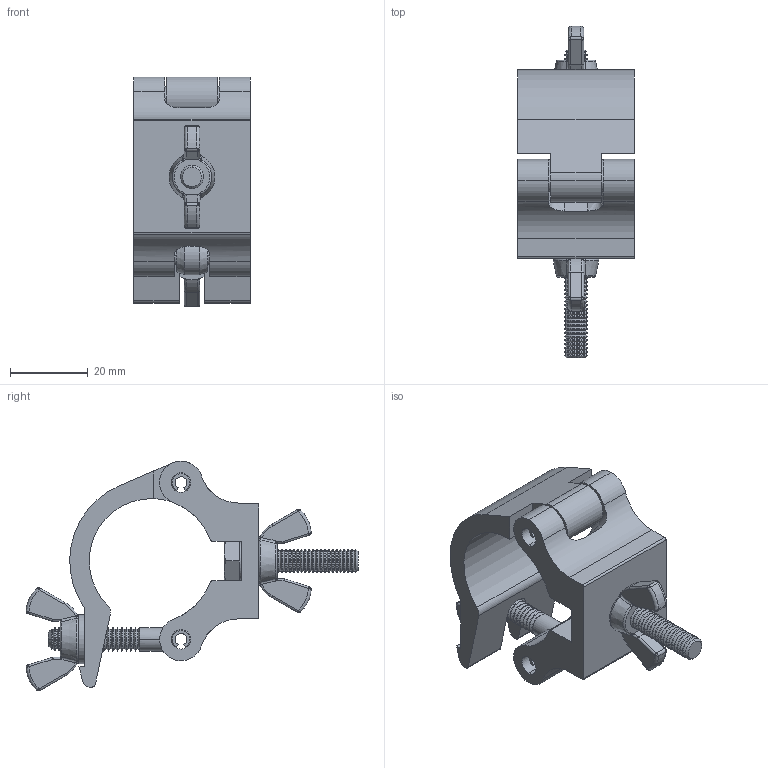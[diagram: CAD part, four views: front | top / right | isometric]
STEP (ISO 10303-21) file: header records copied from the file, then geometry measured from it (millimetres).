
FILE_DESCRIPTION (( 'STEP AP203' ), '1' );
FILE_NAME ('T58830 & T5883001.STEP', '2018-08-13T10:45:42', ( '' ), ( '' ), 'SwSTEP 2.0', 'SolidWorks 2016', '' );
FILE_SCHEMA (( 'CONFIG_CONTROL_DESIGN' ));
Length unit declared in the file: millimetre
Products named in the file (11): TH1821; Hex Bolt_ISO 4016 - M6 x 30 x 30-WS; T78010_Spaced for T58800; T58830 & T5883001; TH2011_30MM WIDE; A Washer_Bright washer BS 4320 - M6 (Form A); TH321_TH321; F880_F880 M6 Wing Nut; TH320_TH320; F771; TH2012
Assembly tree (12 placements, depth 3):
  T58830 & T5883001
    TH320_TH320
      TH2012
    TH321_TH321
      TH2011_30MM WIDE
    T78010_Spaced for T58800
      TH1821
      F880_F880 M6 Wing Nut
      A Washer_Bright washer BS 4320 - M6 (Form A)
    F771  x2
    Hex Bolt_ISO 4016 - M6 x 30 x 30-WS
    F880_F880 M6 Wing Nut
Bounding box: 29.9 x 85.21 x 58.97 mm (x, y, z)
Volume: 29031.8 mm3; surface area: 17320.7 mm2
Topology: 9 solids, 9 shells, 842 faces, 1956 edges, 1136 vertices
Faces by surface type: cone 308, cylinder 184, torus 180, plane 102, bspline 68
Entity records: 22435 total; most frequent: CARTESIAN_POINT 4570, DIRECTION 3938, ORIENTED_EDGE 3304, AXIS2_PLACEMENT_3D 1700, EDGE_CURVE 1652, CIRCLE 1002, VERTEX_POINT 970, EDGE_LOOP 754
